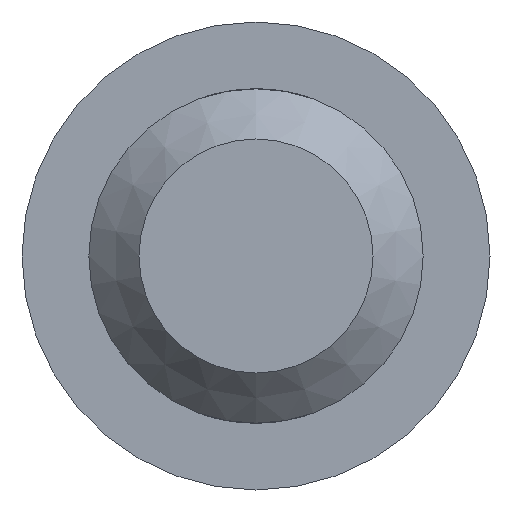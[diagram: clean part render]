
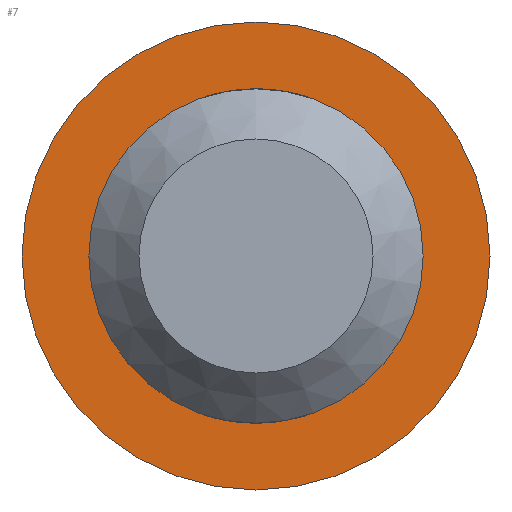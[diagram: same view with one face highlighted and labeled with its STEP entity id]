
A CAD part, left-side view. The second image highlights one B-rep face of the part: STEP entity #7.
In plain terms, the highlighted planar face has unit normal (-1, 0, 0).
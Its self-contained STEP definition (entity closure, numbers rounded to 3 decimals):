
#4 = ORIENTED_EDGE ( 'NONE', *, *, #64, .F. ) ;
#6 = EDGE_LOOP ( 'NONE', ( #4 ) ) ;
#7 = ADVANCED_FACE ( 'NONE', ( #203, #300 ), #68, .F. ) ;
#18 = DIRECTION ( 'NONE',  ( 0., 0., -1. ) ) ;
#24 = VERTEX_POINT ( 'NONE', #291 ) ;
#29 = CIRCLE ( 'NONE', #130, 7. ) ;
#45 = CARTESIAN_POINT ( 'NONE',  ( 29., 0., 7. ) ) ;
#53 = DIRECTION ( 'NONE',  ( -1., 0., 0. ) ) ;
#59 = CIRCLE ( 'NONE', #165, 5. ) ;
#64 = EDGE_CURVE ( 'NONE', #24, #24, #59, .T. ) ;
#68 = PLANE ( 'NONE',  #191 ) ;
#70 = VERTEX_POINT ( 'NONE', #45 ) ;
#71 = EDGE_CURVE ( 'NONE', #70, #70, #29, .T. ) ;
#77 = CARTESIAN_POINT ( 'NONE',  ( 29., 0., 0. ) ) ;
#102 = EDGE_LOOP ( 'NONE', ( #303 ) ) ;
#130 = AXIS2_PLACEMENT_3D ( 'NONE', #202, #53, #299 ) ;
#136 = CARTESIAN_POINT ( 'NONE',  ( 29., 7., 0. ) ) ;
#147 = DIRECTION ( 'NONE',  ( -1., 0., 0. ) ) ;
#148 = DIRECTION ( 'NONE',  ( 0., 0., 1. ) ) ;
#165 = AXIS2_PLACEMENT_3D ( 'NONE', #77, #147, #148 ) ;
#172 = DIRECTION ( 'NONE',  ( 1., 0., 0. ) ) ;
#191 = AXIS2_PLACEMENT_3D ( 'NONE', #136, #172, #18 ) ;
#202 = CARTESIAN_POINT ( 'NONE',  ( 29., 0., 0. ) ) ;
#203 = FACE_BOUND ( 'NONE', #6, .T. ) ;
#291 = CARTESIAN_POINT ( 'NONE',  ( 29., 0., 5. ) ) ;
#299 = DIRECTION ( 'NONE',  ( 0., 0., 1. ) ) ;
#300 = FACE_OUTER_BOUND ( 'NONE', #102, .T. ) ;
#303 = ORIENTED_EDGE ( 'NONE', *, *, #71, .T. ) ;
